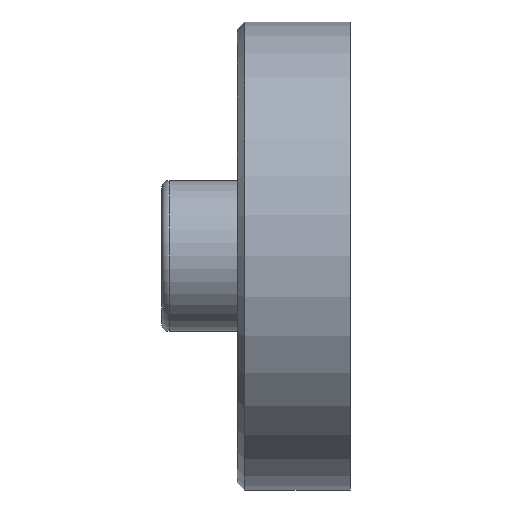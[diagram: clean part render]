
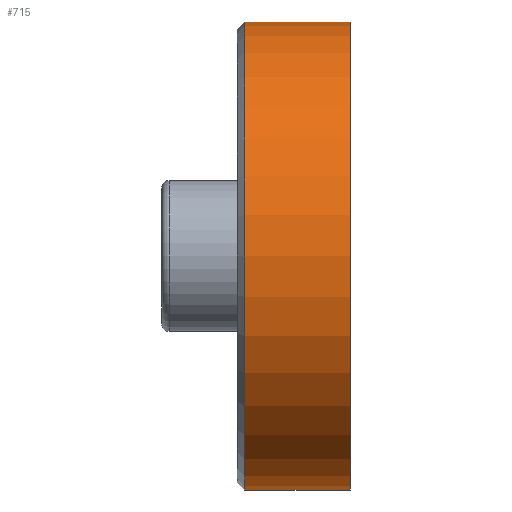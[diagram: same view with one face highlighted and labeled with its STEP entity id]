
A CAD part, left-side view. The second image highlights one B-rep face of the part: STEP entity #715.
In plain terms, the highlighted cylindrical face has radius 31 mm (diameter 62 mm), a full revolution.
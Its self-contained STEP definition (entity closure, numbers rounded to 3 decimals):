
#58=FACE_OUTER_BOUND('',#98,.T.);
#98=EDGE_LOOP('',(#540,#541,#542,#543));
#120=CIRCLE('',#774,31.);
#121=CIRCLE('',#775,31.);
#223=LINE('',#2452,#252);
#252=VECTOR('',#897,25.);
#310=VERTEX_POINT('',#2449);
#311=VERTEX_POINT('',#2451);
#407=EDGE_CURVE('',#310,#310,#120,.T.);
#408=EDGE_CURVE('',#310,#311,#223,.T.);
#409=EDGE_CURVE('',#311,#311,#121,.T.);
#540=ORIENTED_EDGE('',*,*,#407,.F.);
#541=ORIENTED_EDGE('',*,*,#408,.T.);
#542=ORIENTED_EDGE('',*,*,#409,.F.);
#543=ORIENTED_EDGE('',*,*,#408,.F.);
#685=CYLINDRICAL_SURFACE('',#773,31.);
#715=ADVANCED_FACE('',(#58),#685,.T.);
#773=AXIS2_PLACEMENT_3D('',#2448,#893,#894);
#774=AXIS2_PLACEMENT_3D('',#2450,#895,#896);
#775=AXIS2_PLACEMENT_3D('',#2453,#898,#899);
#893=DIRECTION('center_axis',(0.,1.,0.));
#894=DIRECTION('ref_axis',(1.,0.,0.));
#895=DIRECTION('center_axis',(0.,1.,0.));
#896=DIRECTION('ref_axis',(1.,0.,0.));
#897=DIRECTION('',(0.,-1.,0.));
#898=DIRECTION('center_axis',(0.,-1.,0.));
#899=DIRECTION('ref_axis',(1.,0.,0.));
#2448=CARTESIAN_POINT('Origin',(0.,0.,0.));
#2449=CARTESIAN_POINT('',(-31.,14.,0.));
#2450=CARTESIAN_POINT('Origin',(0.,14.,0.));
#2451=CARTESIAN_POINT('',(-31.,0.,0.));
#2452=CARTESIAN_POINT('',(-31.,0.,0.));
#2453=CARTESIAN_POINT('Origin',(0.,0.,0.));
